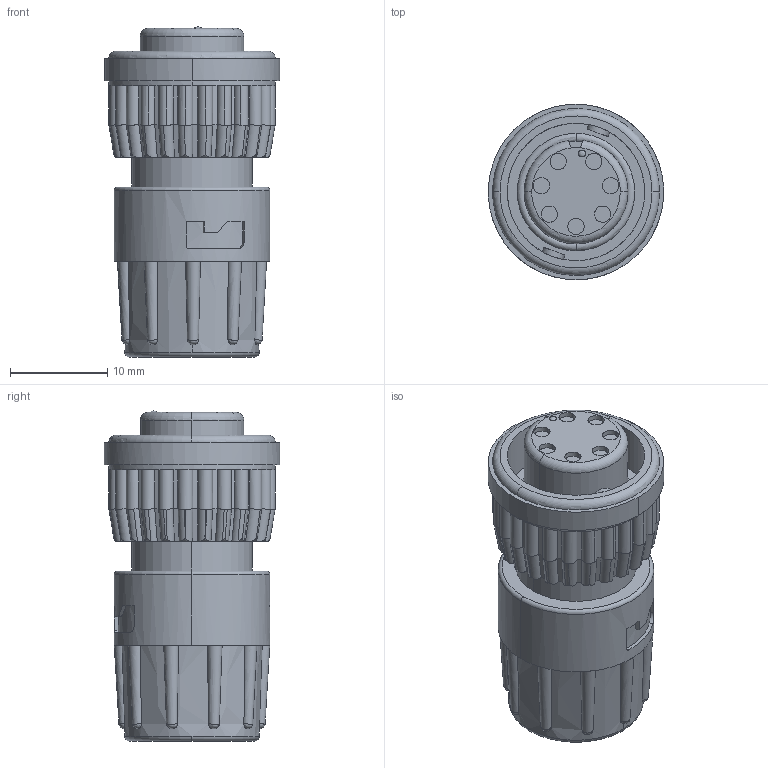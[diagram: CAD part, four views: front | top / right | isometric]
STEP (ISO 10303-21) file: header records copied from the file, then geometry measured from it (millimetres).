
FILE_DESCRIPTION (( 'STEP AP203' ), '1' );
FILE_NAME ('6282-7SG-321.STEP', '2014-04-14T19:56:59', ( '' ), ( '' ), 'SwSTEP 2.0', 'SolidWorks 2014', '' );
FILE_SCHEMA (( 'CONFIG_CONTROL_DESIGN' ));
Length unit declared in the file: inch
Products named in the file (1): 6282-7SG-321
Bounding box: 18.01 x 18.03 x 33.93 mm (x, y, z)
Volume: 5596.9 mm3; surface area: 2908.5 mm2
Topology: 1 solids, 1 shells, 326 faces, 962 edges, 657 vertices
Faces by surface type: cylinder 190, plane 78, torus 35, bspline 20, cone 2, sphere 1
Entity records: 19104 total; most frequent: CARTESIAN_POINT 11529, ORIENTED_EDGE 1924, DIRECTION 1033, EDGE_CURVE 962, VERTEX_POINT 657, B_SPLINE_CURVE_WITH_KNOTS 637, AXIS2_PLACEMENT_3D 406, EDGE_LOOP 345
